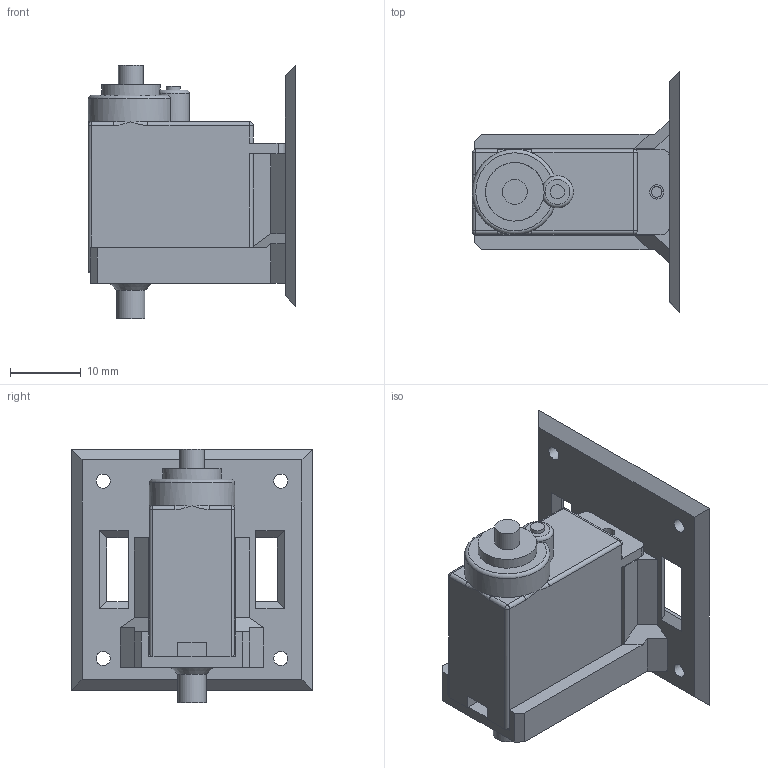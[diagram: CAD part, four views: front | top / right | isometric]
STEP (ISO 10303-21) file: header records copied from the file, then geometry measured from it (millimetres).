
FILE_DESCRIPTION(/* description */ (''),/* implementation_level */ '2;1');
FILE_NAME(/* name */ 'ActiveHinge_ServoHolder_Servo.stp',/* time_stamp */ '2015-02-27T17:36:00+01:00',/* author */ ('Przem'),/* organization */ (''),/* preprocessor_version */ 'ST-DEVELOPER v15.2',/* originating_system */ 'Autodesk Inventor 2014',/* authorisation */ '');
FILE_SCHEMA (('AUTOMOTIVE_DESIGN { 1 0 10303 214 3 1 1 }'));
Length unit declared in the file: millimetre
Products named in the file (3): SERVO_MOTOR_TURNIGY_XGD-11MB_verCARDAN; Cardan_Hinge_ServoHolder; ActiveHinge_ServoHolder_Servo
Bounding box: 29.25 x 34 x 35.75 mm (x, y, z)
Volume: 10139.7 mm3; surface area: 6193.4 mm2
Topology: 2 solids, 2 shells, 110 faces, 279 edges, 166 vertices
Faces by surface type: plane 65, cylinder 30, sphere 6, bspline 6, torus 2, cone 1
Full cylindrical faces by diameter (mm): 1.5 x1, 2 x6, 3.5 x1, 4 x1, 8.25 x1
Entity records: 3405 total; most frequent: CARTESIAN_POINT 767, DIRECTION 534, ORIENTED_EDGE 506, EDGE_CURVE 253, AXIS2_PLACEMENT_3D 181, LINE 172, VECTOR 172, VERTEX_POINT 164
